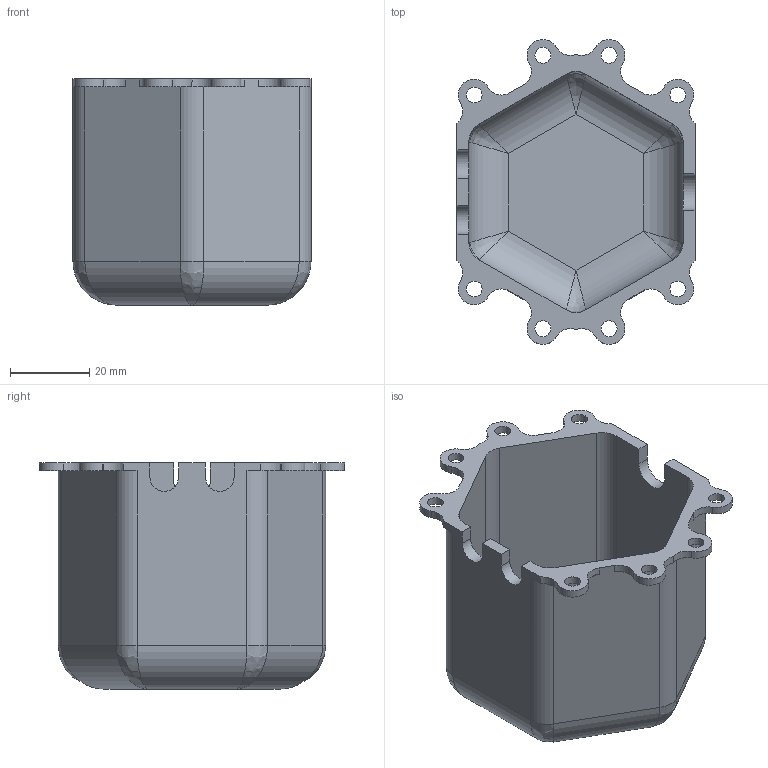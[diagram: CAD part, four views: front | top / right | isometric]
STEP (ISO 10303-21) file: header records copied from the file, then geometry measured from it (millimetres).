
FILE_DESCRIPTION(('STEP AP242'), '1');
FILE_NAME('itemSwitchingBox', '', ('UNSPECIFIED'), ('UNSPECIFIED'), 'C3D Converter', 'C3D Toolkit', '');
FILE_SCHEMA(('AP242_MANAGED_MODEL_BASED_3D_ENGINEERING_MIM_LF { 1 0 10303 442 1 1 4 }'));
Length unit declared in the file: millimetre
Bounding box: 60 x 76.89 x 57 mm (x, y, z)
Volume: 40195.9 mm3; surface area: 26879.1 mm2
Topology: 1 solids, 1 shells, 116 faces, 302 edges, 176 vertices
Faces by surface type: cylinder 59, plane 45, bspline 12
Full cylindrical faces by diameter (mm): 4 x8
Entity records: 4591 total; most frequent: CARTESIAN_POINT 1811, ORIENTED_EDGE 564, DIRECTION 562, EDGE_CURVE 282, AXIS2_PLACEMENT_3D 199, VERTEX_POINT 176, LINE 164, VECTOR 164
